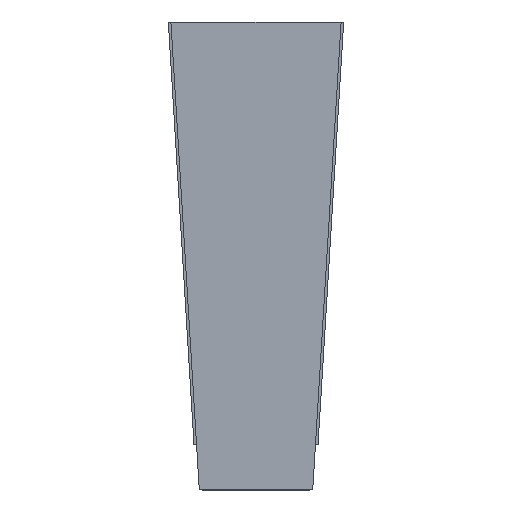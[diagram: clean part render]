
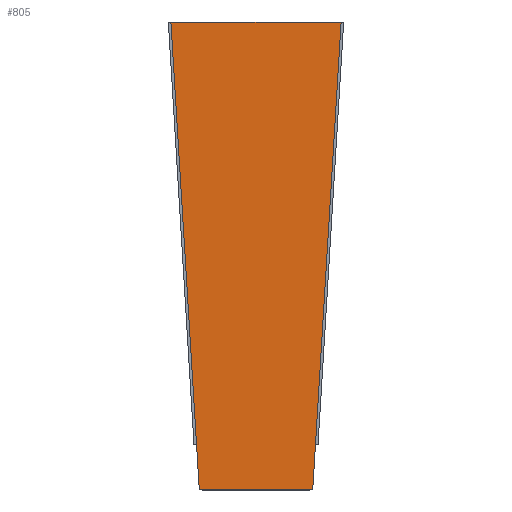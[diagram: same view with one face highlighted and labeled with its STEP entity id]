
A CAD part, top view. The second image highlights one B-rep face of the part: STEP entity #805.
In plain terms, the highlighted planar face has unit normal (0, 0, 1).
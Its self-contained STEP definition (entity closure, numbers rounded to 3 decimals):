
#687=CARTESIAN_POINT('',(20.,-145.,-2.));
#688=VERTEX_POINT('',#687);
#689=CARTESIAN_POINT('',(-20.,-145.,-2.));
#690=VERTEX_POINT('',#689);
#691=CARTESIAN_POINT('',(20.,-145.,-2.));
#692=DIRECTION('',(-1.,0.,0.));
#693=VECTOR('',#692,40.);
#694=LINE('',#691,#693);
#695=EDGE_CURVE('',#688,#690,#694,.T.);
#737=CARTESIAN_POINT('',(-30.,20.,-2.));
#738=VERTEX_POINT('',#737);
#745=CARTESIAN_POINT('',(30.,20.,-2.));
#746=VERTEX_POINT('',#745);
#747=CARTESIAN_POINT('',(30.,20.,-2.));
#748=DIRECTION('',(-1.,-0.,0.));
#749=VECTOR('',#748,60.);
#750=LINE('',#747,#749);
#751=EDGE_CURVE('',#746,#738,#750,.T.);
#784=CARTESIAN_POINT('',(0.,0.,-2.));
#785=DIRECTION('',(0.,0.,1.));
#786=DIRECTION('',(1.,0.,0.));
#787=AXIS2_PLACEMENT_3D('',#784,#785,#786);
#788=PLANE('',#787);
#789=CARTESIAN_POINT('',(-20.,-145.,-2.));
#790=DIRECTION('',(-0.06,0.998,0.));
#791=VECTOR('',#790,165.303);
#792=LINE('',#789,#791);
#793=EDGE_CURVE('',#690,#738,#792,.T.);
#794=ORIENTED_EDGE('',*,*,#793,.F.);
#795=ORIENTED_EDGE('',*,*,#695,.F.);
#796=CARTESIAN_POINT('',(30.,20.,-2.));
#797=DIRECTION('',(-0.06,-0.998,0.));
#798=VECTOR('',#797,165.303);
#799=LINE('',#796,#798);
#800=EDGE_CURVE('',#746,#688,#799,.T.);
#801=ORIENTED_EDGE('',*,*,#800,.F.);
#802=ORIENTED_EDGE('',*,*,#751,.T.);
#803=EDGE_LOOP('',(#794,#795,#801,#802));
#804=FACE_BOUND('',#803,.T.);
#805=ADVANCED_FACE('',(#804),#788,.T.);
